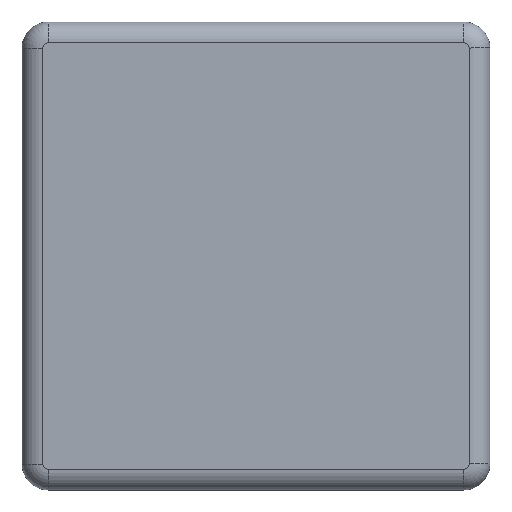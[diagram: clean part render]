
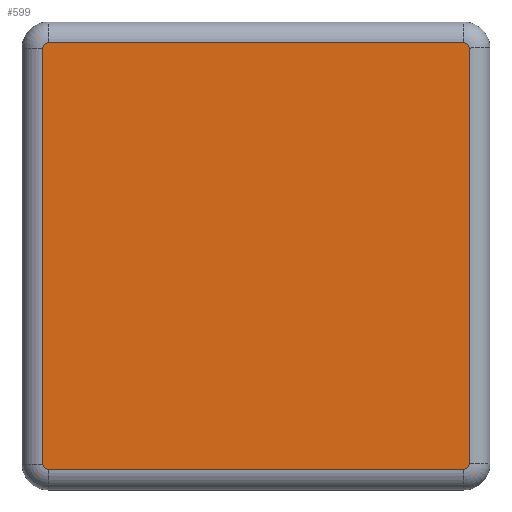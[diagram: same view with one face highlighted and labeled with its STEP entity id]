
A CAD part, front view. The second image highlights one B-rep face of the part: STEP entity #599.
In plain terms, the highlighted planar face has unit normal (0, -1, 0).
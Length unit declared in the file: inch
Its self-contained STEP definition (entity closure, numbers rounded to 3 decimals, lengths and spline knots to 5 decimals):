
#2 = LINE ( 'NONE', #1196, #199 ) ;
#83 = VECTOR ( 'NONE', #1198, 39.37008 ) ;
#97 = EDGE_CURVE ( 'NONE', #1230, #893, #1784, .T. ) ;
#157 = DIRECTION ( 'NONE',  ( 0., -1., 0. ) ) ;
#161 = VERTEX_POINT ( 'NONE', #1247 ) ;
#162 = DIRECTION ( 'NONE',  ( 0., 1., 0. ) ) ;
#171 = VERTEX_POINT ( 'NONE', #1816 ) ;
#199 = VECTOR ( 'NONE', #303, 39.37008 ) ;
#207 = VERTEX_POINT ( 'NONE', #677 ) ;
#230 = ORIENTED_EDGE ( 'NONE', *, *, #1395, .T. ) ;
#267 = VERTEX_POINT ( 'NONE', #380 ) ;
#276 = LINE ( 'NONE', #1350, #832 ) ;
#282 = EDGE_CURVE ( 'NONE', #1230, #207, #1113, .T. ) ;
#287 = PLANE ( 'NONE',  #1371 ) ;
#303 = DIRECTION ( 'NONE',  ( 0., 0., 1. ) ) ;
#380 = CARTESIAN_POINT ( 'NONE',  ( 0.80709, 0., 0.7874 ) ) ;
#410 = ORIENTED_EDGE ( 'NONE', *, *, #1679, .F. ) ;
#417 = EDGE_CURVE ( 'NONE', #1874, #1576, #1590, .T. ) ;
#428 = ORIENTED_EDGE ( 'NONE', *, *, #282, .T. ) ;
#462 = CARTESIAN_POINT ( 'NONE',  ( 0.7874, 0., -0.7874 ) ) ;
#482 = CARTESIAN_POINT ( 'NONE',  ( 0.7874, 0., -0.80709 ) ) ;
#565 = AXIS2_PLACEMENT_3D ( 'NONE', #1838, #1678, #1097 ) ;
#599 = ADVANCED_FACE ( 'NONE', ( #1591 ), #287, .T. ) ;
#636 = LINE ( 'NONE', #1768, #83 ) ;
#677 = CARTESIAN_POINT ( 'NONE',  ( -0.80709, 0., -0.7874 ) ) ;
#678 = DIRECTION ( 'NONE',  ( 0., 1., 0. ) ) ;
#730 = ORIENTED_EDGE ( 'NONE', *, *, #97, .F. ) ;
#751 = DIRECTION ( 'NONE',  ( 0., 0., -1. ) ) ;
#794 = AXIS2_PLACEMENT_3D ( 'NONE', #462, #1749, #1159 ) ;
#831 = CARTESIAN_POINT ( 'NONE',  ( -0.7874, 0., -0.7874 ) ) ;
#832 = VECTOR ( 'NONE', #1602, 39.37008 ) ;
#842 = EDGE_CURVE ( 'NONE', #171, #267, #1504, .T. ) ;
#848 = AXIS2_PLACEMENT_3D ( 'NONE', #1449, #162, #1598 ) ;
#855 = ORIENTED_EDGE ( 'NONE', *, *, #842, .F. ) ;
#893 = VERTEX_POINT ( 'NONE', #1783 ) ;
#896 = CARTESIAN_POINT ( 'NONE',  ( -0.88583, 0., -0.88583 ) ) ;
#1097 = DIRECTION ( 'NONE',  ( 0., 0., -1. ) ) ;
#1113 = LINE ( 'NONE', #1281, #1120 ) ;
#1120 = VECTOR ( 'NONE', #1847, 39.37008 ) ;
#1159 = DIRECTION ( 'NONE',  ( 0., 0., -1. ) ) ;
#1165 = CARTESIAN_POINT ( 'NONE',  ( 0.80709, 0., -0.7874 ) ) ;
#1196 = CARTESIAN_POINT ( 'NONE',  ( 0.80709, 0., 0.88583 ) ) ;
#1198 = DIRECTION ( 'NONE',  ( -1., 0., 0. ) ) ;
#1224 = ORIENTED_EDGE ( 'NONE', *, *, #1515, .T. ) ;
#1230 = VERTEX_POINT ( 'NONE', #1288 ) ;
#1247 = CARTESIAN_POINT ( 'NONE',  ( -0.7874, 0., -0.80709 ) ) ;
#1248 = DIRECTION ( 'NONE',  ( 0., 0., -1. ) ) ;
#1281 = CARTESIAN_POINT ( 'NONE',  ( -0.80709, 0., -0.88583 ) ) ;
#1288 = CARTESIAN_POINT ( 'NONE',  ( -0.80709, 0., 0.7874 ) ) ;
#1350 = CARTESIAN_POINT ( 'NONE',  ( 0.88583, 0., -0.80709 ) ) ;
#1371 = AXIS2_PLACEMENT_3D ( 'NONE', #896, #157, #751 ) ;
#1389 = EDGE_CURVE ( 'NONE', #1874, #267, #2, .T. ) ;
#1395 = EDGE_CURVE ( 'NONE', #161, #1576, #276, .T. ) ;
#1396 = EDGE_LOOP ( 'NONE', ( #855, #1224, #730, #428, #410, #230, #1569, #1435 ) ) ;
#1435 = ORIENTED_EDGE ( 'NONE', *, *, #1389, .T. ) ;
#1449 = CARTESIAN_POINT ( 'NONE',  ( 0.7874, 0., 0.7874 ) ) ;
#1504 = CIRCLE ( 'NONE', #848, 0.01969 ) ;
#1515 = EDGE_CURVE ( 'NONE', #171, #893, #636, .T. ) ;
#1569 = ORIENTED_EDGE ( 'NONE', *, *, #417, .F. ) ;
#1576 = VERTEX_POINT ( 'NONE', #482 ) ;
#1590 = CIRCLE ( 'NONE', #794, 0.01969 ) ;
#1591 = FACE_OUTER_BOUND ( 'NONE', #1396, .T. ) ;
#1598 = DIRECTION ( 'NONE',  ( 0., 0., -1. ) ) ;
#1602 = DIRECTION ( 'NONE',  ( 1., 0., 0. ) ) ;
#1678 = DIRECTION ( 'NONE',  ( 0., 1., 0. ) ) ;
#1679 = EDGE_CURVE ( 'NONE', #161, #207, #1870, .T. ) ;
#1702 = AXIS2_PLACEMENT_3D ( 'NONE', #831, #678, #1248 ) ;
#1749 = DIRECTION ( 'NONE',  ( 0., 1., 0. ) ) ;
#1768 = CARTESIAN_POINT ( 'NONE',  ( -0.88583, 0., 0.80709 ) ) ;
#1783 = CARTESIAN_POINT ( 'NONE',  ( -0.7874, 0., 0.80709 ) ) ;
#1784 = CIRCLE ( 'NONE', #565, 0.01969 ) ;
#1816 = CARTESIAN_POINT ( 'NONE',  ( 0.7874, 0., 0.80709 ) ) ;
#1838 = CARTESIAN_POINT ( 'NONE',  ( -0.7874, 0., 0.7874 ) ) ;
#1847 = DIRECTION ( 'NONE',  ( 0., 0., -1. ) ) ;
#1870 = CIRCLE ( 'NONE', #1702, 0.01969 ) ;
#1874 = VERTEX_POINT ( 'NONE', #1165 ) ;
